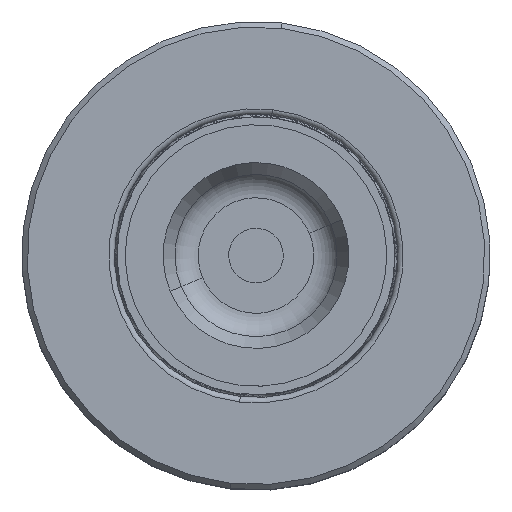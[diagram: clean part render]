
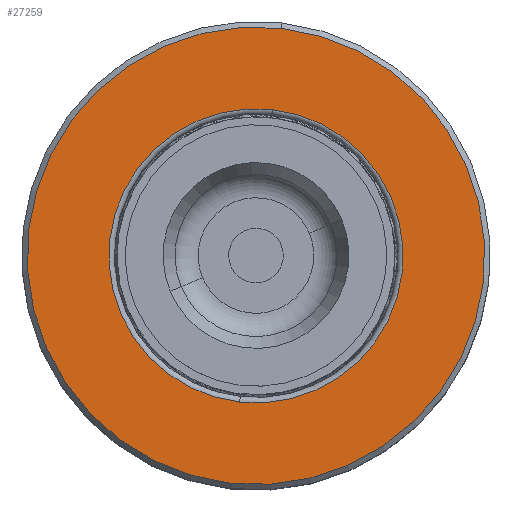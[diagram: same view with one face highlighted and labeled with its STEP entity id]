
A CAD part, top view. The second image highlights one B-rep face of the part: STEP entity #27259.
In plain terms, the highlighted face is planar.
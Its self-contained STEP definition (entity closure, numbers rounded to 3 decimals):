
#97 = CARTESIAN_POINT ( 'NONE',  ( 0., 10.687, 0. ) ) ;
#770 = DIRECTION ( 'NONE',  ( 0., -1., 0. ) ) ;
#1039 = CARTESIAN_POINT ( 'NONE',  ( 0., 10.687, 0. ) ) ;
#1623 = ORIENTED_EDGE ( 'NONE', *, *, #13336, .F. ) ;
#1950 = CIRCLE ( 'NONE', #31354, 21. ) ;
#2121 = PLANE ( 'NONE',  #30199 ) ;
#2451 = DIRECTION ( 'NONE',  ( 0., -1., 0. ) ) ;
#2802 = EDGE_LOOP ( 'NONE', ( #1623, #34595 ) ) ;
#3684 = VERTEX_POINT ( 'NONE', #36371 ) ;
#4009 = DIRECTION ( 'NONE',  ( 0., 0., -1. ) ) ;
#4767 = CIRCLE ( 'NONE', #10294, 21. ) ;
#5251 = CARTESIAN_POINT ( 'NONE',  ( 21., 10.687, 0. ) ) ;
#5396 = DIRECTION ( 'NONE',  ( 0., 0., -1. ) ) ;
#7957 = CIRCLE ( 'NONE', #14539, 13.5 ) ;
#8313 = DIRECTION ( 'NONE',  ( 0., -1., 0. ) ) ;
#10294 = AXIS2_PLACEMENT_3D ( 'NONE', #97, #8313, #35573 ) ;
#12674 = EDGE_CURVE ( 'NONE', #28246, #37174, #32558, .T. ) ;
#13336 = EDGE_CURVE ( 'NONE', #25808, #3684, #1950, .T. ) ;
#13357 = FACE_OUTER_BOUND ( 'NONE', #2802, .T. ) ;
#14333 = CARTESIAN_POINT ( 'NONE',  ( 0., 10.687, -13.5 ) ) ;
#14539 = AXIS2_PLACEMENT_3D ( 'NONE', #20447, #2451, #35081 ) ;
#15939 = CARTESIAN_POINT ( 'NONE',  ( 0., 10.687, 13.5 ) ) ;
#17301 = DIRECTION ( 'NONE',  ( 0., 1., 0. ) ) ;
#17326 = CARTESIAN_POINT ( 'NONE',  ( 0., 10.687, 0. ) ) ;
#18189 = AXIS2_PLACEMENT_3D ( 'NONE', #17326, #35040, #5396 ) ;
#20119 = CARTESIAN_POINT ( 'NONE',  ( 0., 10.687, -21. ) ) ;
#20175 = EDGE_LOOP ( 'NONE', ( #33851, #28814 ) ) ;
#20447 = CARTESIAN_POINT ( 'NONE',  ( 0., 10.687, 0. ) ) ;
#22640 = EDGE_CURVE ( 'NONE', #37174, #28246, #7957, .T. ) ;
#23489 = FACE_BOUND ( 'NONE', #20175, .T. ) ;
#25808 = VERTEX_POINT ( 'NONE', #20119 ) ;
#25850 = DIRECTION ( 'NONE',  ( 0., 0., 1. ) ) ;
#27259 = ADVANCED_FACE ( 'NONE', ( #23489, #13357 ), #2121, .T. ) ;
#28246 = VERTEX_POINT ( 'NONE', #15939 ) ;
#28814 = ORIENTED_EDGE ( 'NONE', *, *, #12674, .T. ) ;
#30199 = AXIS2_PLACEMENT_3D ( 'NONE', #5251, #17301, #25850 ) ;
#31354 = AXIS2_PLACEMENT_3D ( 'NONE', #1039, #770, #4009 ) ;
#32558 = CIRCLE ( 'NONE', #18189, 13.5 ) ;
#33851 = ORIENTED_EDGE ( 'NONE', *, *, #22640, .T. ) ;
#34595 = ORIENTED_EDGE ( 'NONE', *, *, #34877, .F. ) ;
#34877 = EDGE_CURVE ( 'NONE', #3684, #25808, #4767, .T. ) ;
#35040 = DIRECTION ( 'NONE',  ( 0., -1., 0. ) ) ;
#35081 = DIRECTION ( 'NONE',  ( 0., 0., -1. ) ) ;
#35573 = DIRECTION ( 'NONE',  ( 0., 0., -1. ) ) ;
#36371 = CARTESIAN_POINT ( 'NONE',  ( 0., 10.687, 21. ) ) ;
#37174 = VERTEX_POINT ( 'NONE', #14333 ) ;
